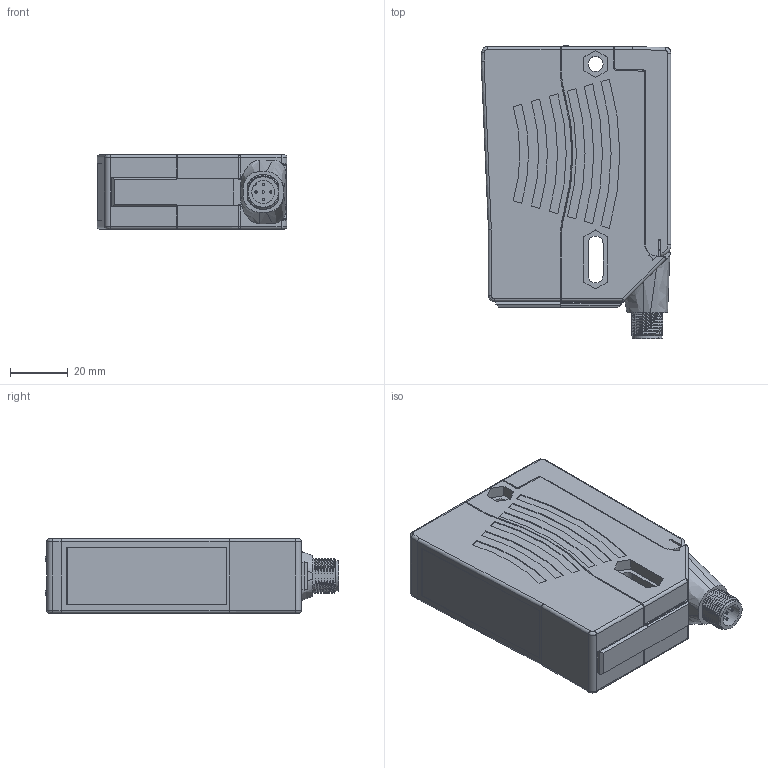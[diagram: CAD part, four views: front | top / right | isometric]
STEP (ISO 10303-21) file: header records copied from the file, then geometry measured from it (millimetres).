
FILE_DESCRIPTION((''),'2;1');
FILE_NAME('CAD0934_LV28-F1-3974_47_82B_112','2007-11-26T',('pfolte'),(''),'PRO/ENGINEER BY PARAMETRIC TECHNOLOGY CORPORATION, 2006300','PRO/ENGINEER BY PARAMETRIC TECHNOLOGY CORPORATION, 2006300','');
FILE_SCHEMA(('CONFIG_CONTROL_DESIGN'));
Length unit declared in the file: millimetre
Products named in the file (1): CAD0934_LV28-F1-3974_47_82B_112
Bounding box: 65.5 x 101.37 x 25.8 mm (x, y, z)
Volume: 140108.6 mm3; surface area: 24955.2 mm2
Topology: 1 solids, 1 shells, 811 faces, 2135 edges, 1363 vertices
Faces by surface type: plane 463, cylinder 241, bspline 56, cone 23, torus 16, sphere 12
Entity records: 29311 total; most frequent: CARTESIAN_POINT 9550, ORIENTED_EDGE 4264, DIRECTION 3856, EDGE_CURVE 2132, VECTOR 1416, LINE 1416, VERTEX_POINT 1358, AXIS2_PLACEMENT_3D 1220
